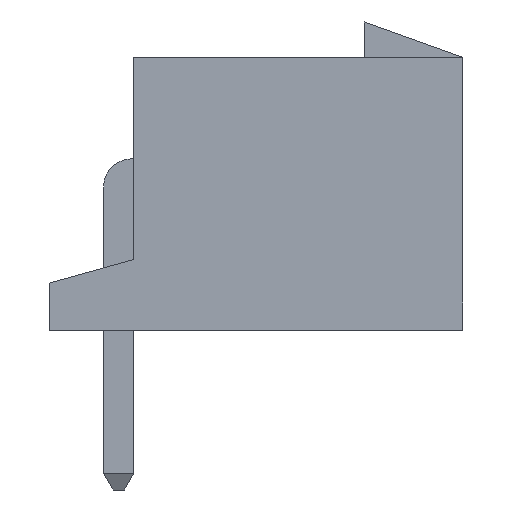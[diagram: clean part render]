
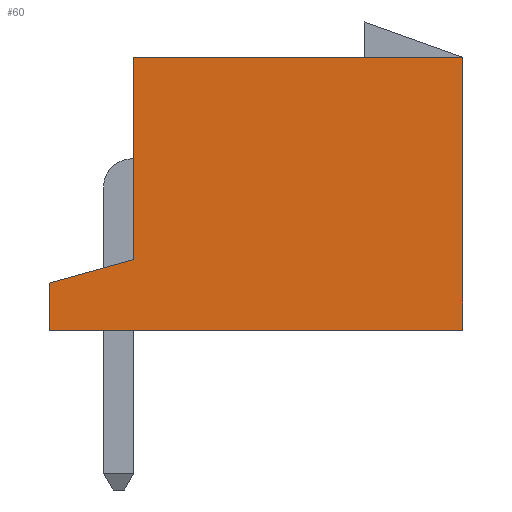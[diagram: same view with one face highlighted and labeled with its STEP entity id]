
A CAD part, left-side view. The second image highlights one B-rep face of the part: STEP entity #60.
In plain terms, the highlighted planar face has unit normal (-1, 0, 0).
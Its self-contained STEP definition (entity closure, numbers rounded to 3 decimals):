
#60 = ADVANCED_FACE ( 'NONE', ( #1785 ), #1983, .T. ) ;
#65 = VERTEX_POINT ( 'NONE', #2830 ) ;
#66 = LINE ( 'NONE', #1373, #2456 ) ;
#74 = DIRECTION ( 'NONE',  ( 0., -0.964, 0.268 ) ) ;
#101 = VERTEX_POINT ( 'NONE', #1466 ) ;
#382 = DIRECTION ( 'NONE',  ( 0., 0., -1. ) ) ;
#422 = LINE ( 'NONE', #2502, #1340 ) ;
#424 = EDGE_CURVE ( 'NONE', #2735, #802, #422, .T. ) ;
#506 = AXIS2_PLACEMENT_3D ( 'NONE', #989, #3090, #967 ) ;
#535 = DIRECTION ( 'NONE',  ( 0., 1., 0. ) ) ;
#593 = ORIENTED_EDGE ( 'NONE', *, *, #829, .F. ) ;
#802 = VERTEX_POINT ( 'NONE', #3043 ) ;
#829 = EDGE_CURVE ( 'NONE', #65, #1581, #3023, .T. ) ;
#913 = EDGE_CURVE ( 'NONE', #1406, #65, #2629, .T. ) ;
#965 = ORIENTED_EDGE ( 'NONE', *, *, #2799, .F. ) ;
#967 = DIRECTION ( 'NONE',  ( 0., 0., 1. ) ) ;
#989 = CARTESIAN_POINT ( 'NONE',  ( -6.25, 0., 0. ) ) ;
#1104 = ORIENTED_EDGE ( 'NONE', *, *, #913, .F. ) ;
#1201 = DIRECTION ( 'NONE',  ( 0., 0., 1. ) ) ;
#1243 = VECTOR ( 'NONE', #382, 1000. ) ;
#1303 = VECTOR ( 'NONE', #74, 1000. ) ;
#1340 = VECTOR ( 'NONE', #1201, 1000. ) ;
#1354 = ORIENTED_EDGE ( 'NONE', *, *, #424, .F. ) ;
#1373 = CARTESIAN_POINT ( 'NONE',  ( -6.25, -5.22, 5.8 ) ) ;
#1406 = VERTEX_POINT ( 'NONE', #1711 ) ;
#1425 = EDGE_CURVE ( 'NONE', #101, #1406, #2164, .T. ) ;
#1466 = CARTESIAN_POINT ( 'NONE',  ( -6.25, -7.32, 5.8 ) ) ;
#1489 = DIRECTION ( 'NONE',  ( 0., 0., 1. ) ) ;
#1571 = VECTOR ( 'NONE', #1489, 1000. ) ;
#1581 = VERTEX_POINT ( 'NONE', #2790 ) ;
#1642 = LINE ( 'NONE', #2682, #1303 ) ;
#1711 = CARTESIAN_POINT ( 'NONE',  ( -6.25, -7.32, 0. ) ) ;
#1774 = CARTESIAN_POINT ( 'NONE',  ( -6.25, 1.48, 0. ) ) ;
#1785 = FACE_OUTER_BOUND ( 'NONE', #3155, .T. ) ;
#1858 = CARTESIAN_POINT ( 'NONE',  ( -6.25, -0.32, 1.5 ) ) ;
#1983 = PLANE ( 'NONE',  #506 ) ;
#2138 = ORIENTED_EDGE ( 'NONE', *, *, #2176, .F. ) ;
#2164 = LINE ( 'NONE', #2935, #1243 ) ;
#2169 = VECTOR ( 'NONE', #535, 1000. ) ;
#2176 = EDGE_CURVE ( 'NONE', #1581, #2735, #1642, .T. ) ;
#2417 = DIRECTION ( 'NONE',  ( 0., -1., 0. ) ) ;
#2456 = VECTOR ( 'NONE', #2417, 1000. ) ;
#2502 = CARTESIAN_POINT ( 'NONE',  ( -6.25, -0.32, 5.8 ) ) ;
#2629 = LINE ( 'NONE', #2850, #2169 ) ;
#2636 = ORIENTED_EDGE ( 'NONE', *, *, #1425, .F. ) ;
#2682 = CARTESIAN_POINT ( 'NONE',  ( -6.25, -0.32, 1.5 ) ) ;
#2735 = VERTEX_POINT ( 'NONE', #1858 ) ;
#2790 = CARTESIAN_POINT ( 'NONE',  ( -6.25, 1.48, 1. ) ) ;
#2799 = EDGE_CURVE ( 'NONE', #802, #101, #66, .T. ) ;
#2830 = CARTESIAN_POINT ( 'NONE',  ( -6.25, 1.48, 0. ) ) ;
#2850 = CARTESIAN_POINT ( 'NONE',  ( -6.25, 1.48, 0. ) ) ;
#2935 = CARTESIAN_POINT ( 'NONE',  ( -6.25, -7.32, 0. ) ) ;
#3023 = LINE ( 'NONE', #1774, #1571 ) ;
#3043 = CARTESIAN_POINT ( 'NONE',  ( -6.25, -0.32, 5.8 ) ) ;
#3090 = DIRECTION ( 'NONE',  ( -1., 0., 0. ) ) ;
#3155 = EDGE_LOOP ( 'NONE', ( #2636, #965, #1354, #2138, #593, #1104 ) ) ;
